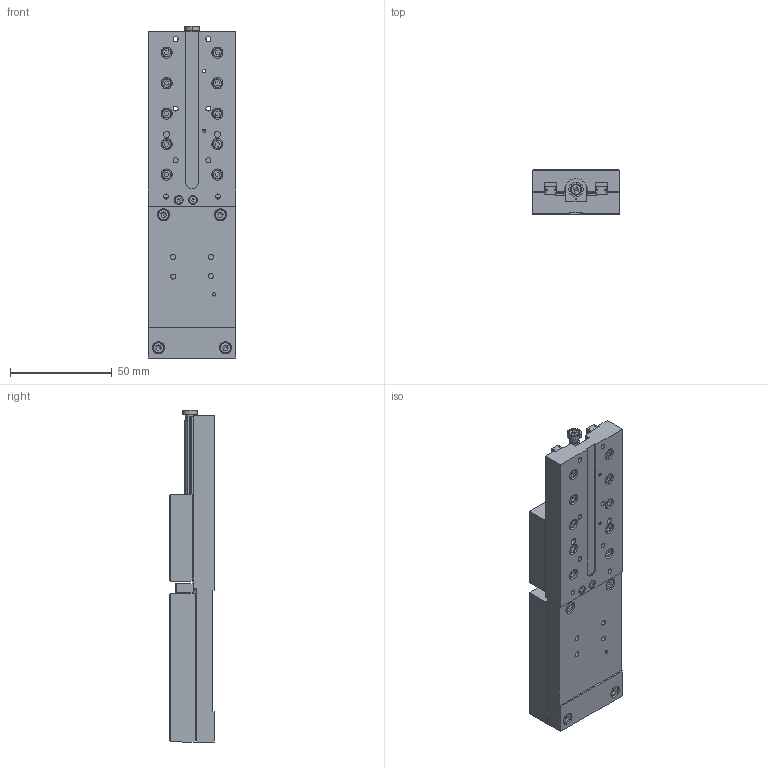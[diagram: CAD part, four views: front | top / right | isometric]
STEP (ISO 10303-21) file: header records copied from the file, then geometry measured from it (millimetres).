
FILE_DESCRIPTION (( 'STEP AP214' ), '1' );
FILE_NAME ('MTS50_M-Z8 - Motorised 50mm Travel Stage Metric.STEP', '2012-04-20T12:45:02', ( '' ), ( '' ), 'SwSTEP 2.0', 'SolidWorks 2011', '' );
FILE_SCHEMA (( 'AUTOMOTIVE_DESIGN' ));
Length unit declared in the file: millimetre
Products named in the file (1): MTS50_M-Z8 - Motorised 50mm Travel Stage Metric
Bounding box: 43 x 22 x 163.45 mm (x, y, z)
Surface area: 38579.3 mm2 (no closed solid volume)
Topology: 0 solids, 46 shells, 810 faces, 2903 edges, 2097 vertices
Faces by surface type: plane 476, cylinder 203, cone 58, bspline 57, torus 8, sphere 8
Entity records: 42276 total; most frequent: CARTESIAN_POINT 8988, DIRECTION 4865, ORIENTED_EDGE 4601, EDGE_CURVE 2895, VERTEX_POINT 2097, LINE 1821, VECTOR 1821, AXIS2_PLACEMENT_3D 1522
